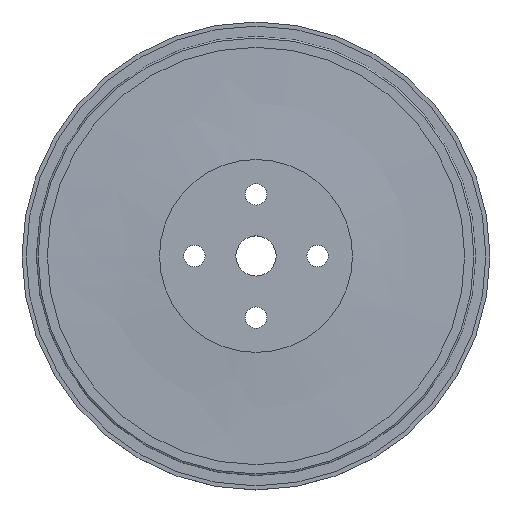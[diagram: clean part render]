
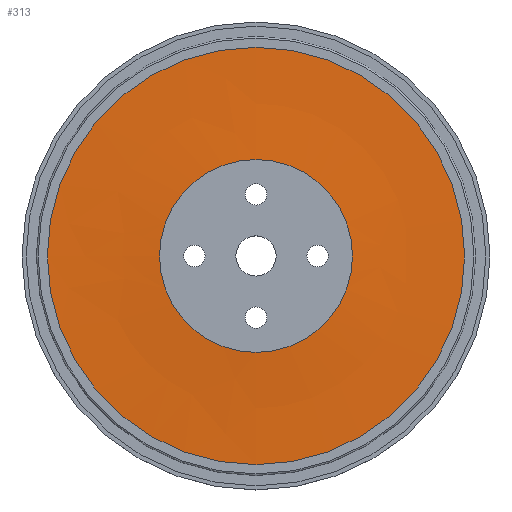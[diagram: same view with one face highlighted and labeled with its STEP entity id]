
A CAD part, top view. The second image highlights one B-rep face of the part: STEP entity #313.
In plain terms, the highlighted free-form (B-spline) face has degree [2, 2] with [3, 9] control points.
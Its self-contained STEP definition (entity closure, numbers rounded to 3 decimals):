
#15=(
BOUNDED_SURFACE()
B_SPLINE_SURFACE(2,2,((#570,#571,#572,#573,#574,#575,#576,#577,#578),(#579,
#580,#581,#582,#583,#584,#585,#586,#587),(#588,#589,#590,#591,#592,#593,
#594,#595,#596)),.UNSPECIFIED.,.F.,.T.,.F.)
B_SPLINE_SURFACE_WITH_KNOTS((3,3),(3,2,2,2,3),(-1.644,-1.571),
(-3.142,-1.571,0.,1.571,3.142),
 .UNSPECIFIED.)
GEOMETRIC_REPRESENTATION_ITEM()
RATIONAL_B_SPLINE_SURFACE(((1.,0.707,1.,0.707,1.,
0.707,1.,0.707,1.),(0.999,0.707,
0.999,0.707,0.999,0.707,
0.999,0.707,0.999),(1.,0.707,
1.,0.707,1.,0.707,1.,0.707,1.)))
REPRESENTATION_ITEM('')
SURFACE()
);
#72=FACE_OUTER_BOUND('',#98,.T.);
#98=EDGE_LOOP('',(#271,#272,#273,#274));
#137=CIRCLE('',#372,50.831);
#139=CIRCLE('',#375,374.);
#140=CIRCLE('',#376,23.5);
#164=VERTEX_POINT('',#564);
#166=VERTEX_POINT('',#597);
#201=EDGE_CURVE('',#164,#164,#137,.T.);
#204=EDGE_CURVE('',#164,#166,#139,.T.);
#205=EDGE_CURVE('',#166,#166,#140,.T.);
#271=ORIENTED_EDGE('',*,*,#201,.T.);
#272=ORIENTED_EDGE('',*,*,#204,.T.);
#273=ORIENTED_EDGE('',*,*,#205,.F.);
#274=ORIENTED_EDGE('',*,*,#204,.F.);
#313=ADVANCED_FACE('',(#72),#15,.T.);
#372=AXIS2_PLACEMENT_3D('',#565,#470,#471);
#375=AXIS2_PLACEMENT_3D('',#598,#477,#478);
#376=AXIS2_PLACEMENT_3D('',#599,#479,#480);
#470=DIRECTION('center_axis',(0.,0.,1.));
#471=DIRECTION('ref_axis',(1.,0.,0.));
#477=DIRECTION('center_axis',(0.,-1.,0.));
#478=DIRECTION('ref_axis',(-1.,0.,0.));
#479=DIRECTION('center_axis',(0.,0.,1.));
#480=DIRECTION('ref_axis',(-1.,0.,0.));
#564=CARTESIAN_POINT('',(-50.831,0.,5.));
#565=CARTESIAN_POINT('Origin',(0.,0.,5.));
#570=CARTESIAN_POINT('Ctrl Pts',(-23.5,0.,6.));
#571=CARTESIAN_POINT('Ctrl Pts',(-23.5,-23.5,6.));
#572=CARTESIAN_POINT('Ctrl Pts',(0.,-23.5,6.));
#573=CARTESIAN_POINT('Ctrl Pts',(23.5,-23.5,6.));
#574=CARTESIAN_POINT('Ctrl Pts',(23.5,0.,6.));
#575=CARTESIAN_POINT('Ctrl Pts',(23.5,23.5,6.));
#576=CARTESIAN_POINT('Ctrl Pts',(0.,23.5,6.));
#577=CARTESIAN_POINT('Ctrl Pts',(-23.5,23.5,6.));
#578=CARTESIAN_POINT('Ctrl Pts',(-23.5,0.,6.));
#579=CARTESIAN_POINT('Ctrl Pts',(-37.147,0.,5.));
#580=CARTESIAN_POINT('Ctrl Pts',(-37.147,-37.147,5.));
#581=CARTESIAN_POINT('Ctrl Pts',(0.,-37.147,5.));
#582=CARTESIAN_POINT('Ctrl Pts',(37.147,-37.147,5.));
#583=CARTESIAN_POINT('Ctrl Pts',(37.147,0.,5.));
#584=CARTESIAN_POINT('Ctrl Pts',(37.147,37.147,5.));
#585=CARTESIAN_POINT('Ctrl Pts',(0.,37.147,5.));
#586=CARTESIAN_POINT('Ctrl Pts',(-37.147,37.147,5.));
#587=CARTESIAN_POINT('Ctrl Pts',(-37.147,0.,5.));
#588=CARTESIAN_POINT('Ctrl Pts',(-50.831,0.,5.));
#589=CARTESIAN_POINT('Ctrl Pts',(-50.831,-50.831,5.));
#590=CARTESIAN_POINT('Ctrl Pts',(0.,-50.831,5.));
#591=CARTESIAN_POINT('Ctrl Pts',(50.831,-50.831,5.));
#592=CARTESIAN_POINT('Ctrl Pts',(50.831,0.,5.));
#593=CARTESIAN_POINT('Ctrl Pts',(50.831,50.831,5.));
#594=CARTESIAN_POINT('Ctrl Pts',(0.,50.831,5.));
#595=CARTESIAN_POINT('Ctrl Pts',(-50.831,50.831,5.));
#596=CARTESIAN_POINT('Ctrl Pts',(-50.831,0.,5.));
#597=CARTESIAN_POINT('',(-23.5,0.,6.));
#598=CARTESIAN_POINT('Origin',(-50.831,0.,
379.));
#599=CARTESIAN_POINT('Origin',(0.,0.,6.));
